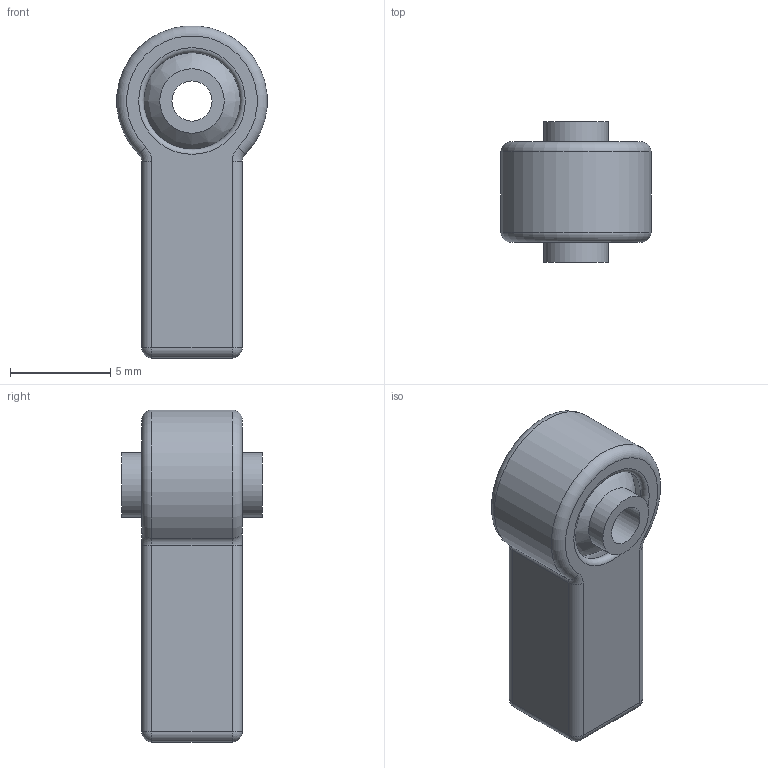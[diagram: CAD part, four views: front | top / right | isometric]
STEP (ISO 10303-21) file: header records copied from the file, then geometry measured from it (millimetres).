
FILE_DESCRIPTION(/* description */ (''),/* implementation_level */ '2;1');
FILE_NAME(/* name */ 'ball joint end v2.step',/* time_stamp */ '2025-05-08T00:29:38-07:00',/* author */ (''),/* organization */ (''),/* preprocessor_version */ 'ST-DEVELOPER v20.1',/* originating_system */ 'Autodesk Translation Framework v14.4.0.0',/* authorisation */ '');
FILE_SCHEMA (('AUTOMOTIVE_DESIGN { 1 0 10303 214 3 1 1 }'));
Length unit declared in the file: millimetre
Products named in the file (1): ball joint end
Bounding box: 7.47 x 7 x 16.53 mm (x, y, z)
Volume: 376.6 mm3; surface area: 672.1 mm2
Topology: 2 solids, 2 shells, 36 faces, 73 edges, 42 vertices
Faces by surface type: cylinder 15, plane 8, torus 7, sphere 4, bspline 2
Full cylindrical faces by diameter (mm): 2 x1, 2.75 x1, 3.211 x2
Entity records: 1066 total; most frequent: CARTESIAN_POINT 240, DIRECTION 192, ORIENTED_EDGE 146, AXIS2_PLACEMENT_3D 84, EDGE_CURVE 73, CIRCLE 49, VERTEX_POINT 42, EDGE_LOOP 41
